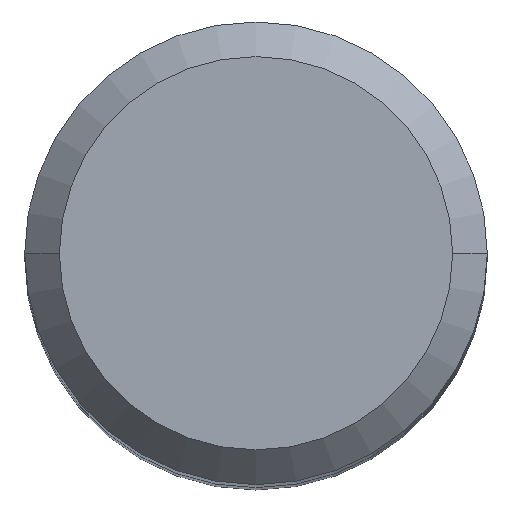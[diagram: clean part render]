
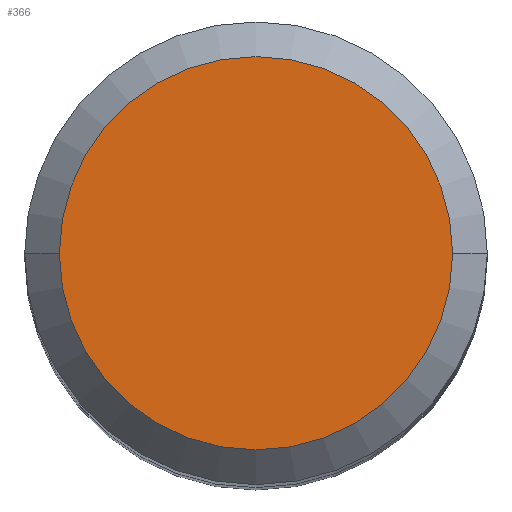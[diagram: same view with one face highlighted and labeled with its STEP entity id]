
A CAD part, top view. The second image highlights one B-rep face of the part: STEP entity #366.
In plain terms, the highlighted planar face has unit normal (0, 0, 1).
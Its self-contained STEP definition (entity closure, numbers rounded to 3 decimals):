
#101=CARTESIAN_POINT('',(0.,0.,48.));
#102=DIRECTION('',(0.,0.,1.));
#103=DIRECTION('',(-1.,0.,0.));
#104=AXIS2_PLACEMENT_3D('',#101,#102,#103);
#109=CARTESIAN_POINT('',(0.,0.,48.));
#110=DIRECTION('',(0.,0.,-1.));
#111=DIRECTION('',(-1.,0.,0.));
#112=AXIS2_PLACEMENT_3D('',#109,#110,#111);
#243=CARTESIAN_POINT('',(-6.8,0.,48.));
#244=VERTEX_POINT('',#243);
#249=CARTESIAN_POINT('',(6.8,0.,48.));
#250=VERTEX_POINT('',#249);
#357=CARTESIAN_POINT('',(0.,0.,48.));
#358=DIRECTION('',(0.,0.,-1.));
#359=DIRECTION('',(1.,0.,0.));
#360=AXIS2_PLACEMENT_3D('',#357,#358,#359);
#361=PLANE('',#360);
#362=ORIENTED_EDGE('',*,*,#322,.F.);
#363=ORIENTED_EDGE('',*,*,#345,.T.);
#364=EDGE_LOOP('',(#362,#363));
#365=FACE_OUTER_BOUND('',#364,.F.);
#366=ADVANCED_FACE('',(#365),#361,.F.);
#105=CIRCLE('',#104,6.8);
#113=CIRCLE('',#112,6.8);
#322=EDGE_CURVE('',#244,#250,#105,.T.);
#345=EDGE_CURVE('',#244,#250,#113,.T.);
